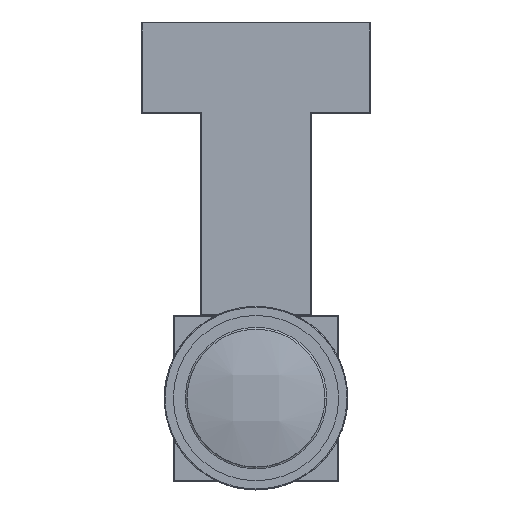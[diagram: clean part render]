
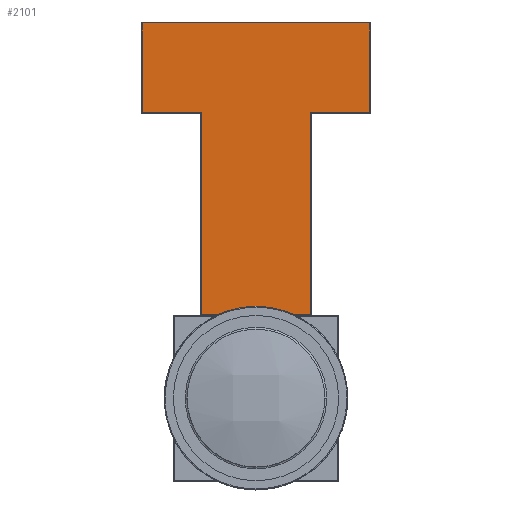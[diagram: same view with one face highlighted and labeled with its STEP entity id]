
A CAD part, top view. The second image highlights one B-rep face of the part: STEP entity #2101.
In plain terms, the highlighted planar face has unit normal (0, 0, 1).
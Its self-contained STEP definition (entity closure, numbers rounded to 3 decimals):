
#36 = CARTESIAN_POINT ( 'NONE',  ( 10.7, 20.05, 0.2 ) ) ;
#41 = CARTESIAN_POINT ( 'NONE',  ( -1.7, 24.95, 0.2 ) ) ;
#60 = EDGE_CURVE ( 'NONE', #497, #2235, #797, .T. ) ;
#106 = VERTEX_POINT ( 'NONE', #2237 ) ;
#126 = VECTOR ( 'NONE', #703, 1000. ) ;
#165 = LINE ( 'NONE', #387, #1926 ) ;
#195 = AXIS2_PLACEMENT_3D ( 'NONE', #822, #376, #2749 ) ;
#209 = VECTOR ( 'NONE', #1527, 1000. ) ;
#283 = DIRECTION ( 'NONE',  ( 0., 1., 0. ) ) ;
#343 = VECTOR ( 'NONE', #821, 1000. ) ;
#376 = DIRECTION ( 'NONE',  ( 0., 0., 1. ) ) ;
#378 = ORIENTED_EDGE ( 'NONE', *, *, #2487, .F. ) ;
#387 = CARTESIAN_POINT ( 'NONE',  ( 1.5, 20.05, 0.2 ) ) ;
#477 = ORIENTED_EDGE ( 'NONE', *, *, #2335, .F. ) ;
#493 = CARTESIAN_POINT ( 'NONE',  ( 10.75, 20.05, 0.2 ) ) ;
#497 = VERTEX_POINT ( 'NONE', #945 ) ;
#658 = CARTESIAN_POINT ( 'NONE',  ( 7.45, 9., 0.2 ) ) ;
#703 = DIRECTION ( 'NONE',  ( 0., -1., 0. ) ) ;
#748 = LINE ( 'NONE', #493, #1458 ) ;
#787 = EDGE_LOOP ( 'NONE', ( #378, #1549, #2081, #1743, #966, #2588, #477, #2226 ) ) ;
#797 = LINE ( 'NONE', #1216, #2256 ) ;
#821 = DIRECTION ( 'NONE',  ( 1., 0., 0. ) ) ;
#822 = CARTESIAN_POINT ( 'NONE',  ( 0., 0., 0.2 ) ) ;
#919 = CARTESIAN_POINT ( 'NONE',  ( 10.7, 25., 0.2 ) ) ;
#944 = VERTEX_POINT ( 'NONE', #1013 ) ;
#945 = CARTESIAN_POINT ( 'NONE',  ( -1.7, 20.05, 0.2 ) ) ;
#966 = ORIENTED_EDGE ( 'NONE', *, *, #1245, .T. ) ;
#1013 = CARTESIAN_POINT ( 'NONE',  ( 10.7, 24.95, 0.2 ) ) ;
#1022 = LINE ( 'NONE', #2715, #343 ) ;
#1034 = PLANE ( 'NONE',  #195 ) ;
#1079 = VERTEX_POINT ( 'NONE', #2004 ) ;
#1091 = VECTOR ( 'NONE', #2754, 1000. ) ;
#1216 = CARTESIAN_POINT ( 'NONE',  ( -1.7, 25., 0.2 ) ) ;
#1236 = DIRECTION ( 'NONE',  ( 0., 1., 0. ) ) ;
#1245 = EDGE_CURVE ( 'NONE', #106, #1603, #1897, .T. ) ;
#1437 = FACE_OUTER_BOUND ( 'NONE', #787, .T. ) ;
#1458 = VECTOR ( 'NONE', #2464, 1000. ) ;
#1464 = DIRECTION ( 'NONE',  ( -1., 0., 0. ) ) ;
#1514 = CARTESIAN_POINT ( 'NONE',  ( 7.45, 20.05, 0.2 ) ) ;
#1524 = EDGE_CURVE ( 'NONE', #1079, #497, #165, .T. ) ;
#1527 = DIRECTION ( 'NONE',  ( 0., -1., 0. ) ) ;
#1536 = VECTOR ( 'NONE', #283, 1000. ) ;
#1549 = ORIENTED_EDGE ( 'NONE', *, *, #60, .F. ) ;
#1566 = LINE ( 'NONE', #1594, #1536 ) ;
#1594 = CARTESIAN_POINT ( 'NONE',  ( 1.55, 9., 0.2 ) ) ;
#1598 = LINE ( 'NONE', #919, #126 ) ;
#1603 = VERTEX_POINT ( 'NONE', #1729 ) ;
#1712 = EDGE_CURVE ( 'NONE', #106, #1079, #1566, .T. ) ;
#1729 = CARTESIAN_POINT ( 'NONE',  ( 7.45, 9.05, 0.2 ) ) ;
#1743 = ORIENTED_EDGE ( 'NONE', *, *, #1712, .F. ) ;
#1897 = LINE ( 'NONE', #2134, #1091 ) ;
#1926 = VECTOR ( 'NONE', #1464, 1000. ) ;
#2004 = CARTESIAN_POINT ( 'NONE',  ( 1.55, 20.05, 0.2 ) ) ;
#2081 = ORIENTED_EDGE ( 'NONE', *, *, #1524, .F. ) ;
#2101 = ADVANCED_FACE ( 'NONE', ( #1437 ), #1034, .T. ) ;
#2134 = CARTESIAN_POINT ( 'NONE',  ( 0., 9.05, 0.2 ) ) ;
#2226 = ORIENTED_EDGE ( 'NONE', *, *, #2721, .F. ) ;
#2235 = VERTEX_POINT ( 'NONE', #41 ) ;
#2237 = CARTESIAN_POINT ( 'NONE',  ( 1.55, 9.05, 0.2 ) ) ;
#2256 = VECTOR ( 'NONE', #1236, 1000. ) ;
#2335 = EDGE_CURVE ( 'NONE', #2458, #2540, #748, .T. ) ;
#2458 = VERTEX_POINT ( 'NONE', #36 ) ;
#2464 = DIRECTION ( 'NONE',  ( -1., 0., 0. ) ) ;
#2487 = EDGE_CURVE ( 'NONE', #2235, #944, #1022, .T. ) ;
#2540 = VERTEX_POINT ( 'NONE', #1514 ) ;
#2563 = LINE ( 'NONE', #658, #209 ) ;
#2588 = ORIENTED_EDGE ( 'NONE', *, *, #2600, .F. ) ;
#2600 = EDGE_CURVE ( 'NONE', #2540, #1603, #2563, .T. ) ;
#2715 = CARTESIAN_POINT ( 'NONE',  ( 10.75, 24.95, 0.2 ) ) ;
#2721 = EDGE_CURVE ( 'NONE', #944, #2458, #1598, .T. ) ;
#2749 = DIRECTION ( 'NONE',  ( 1., 0., 0. ) ) ;
#2754 = DIRECTION ( 'NONE',  ( 1., 0., 0. ) ) ;
